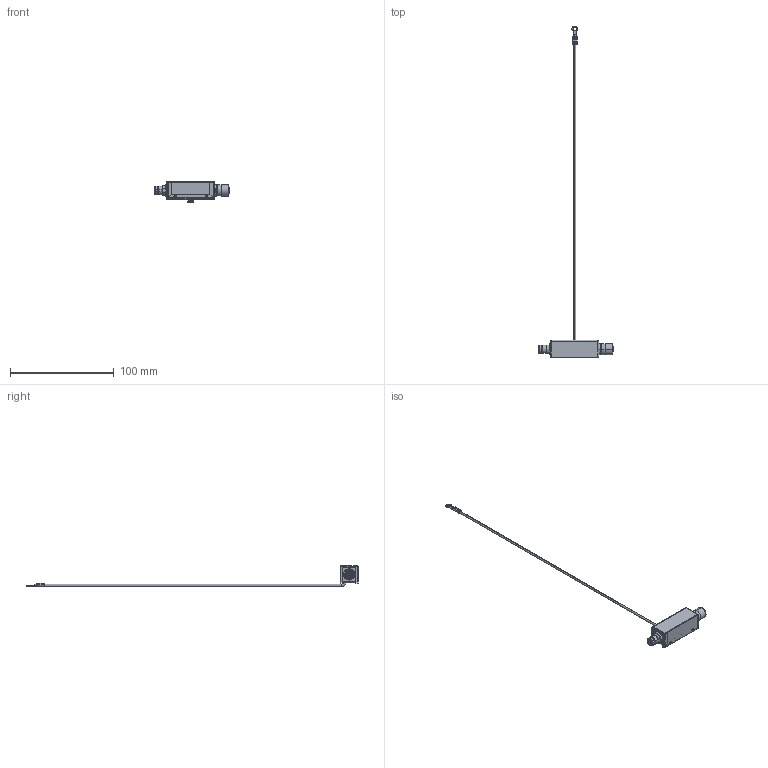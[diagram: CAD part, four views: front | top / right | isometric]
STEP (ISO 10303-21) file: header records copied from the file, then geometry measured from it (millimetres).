
FILE_DESCRIPTION((''),'2;1');
FILE_NAME('RAYCOX_F48_ASM','2024-06-10T12:50:57',('sebastjan.kamensek'),('Audax d.o.o.'),'CREO PARAMETRIC BY PTC INC, 2023014','CREO PARAMETRIC BY PTC INC, 2023014','');
FILE_SCHEMA(('AP242_MANAGED_MODEL_BASED_3D_ENGINEERING_MIM_LF { 1 0 10303 442 1 1 4 }'));
Length unit declared in the file: millimetre
Products named in the file (10): OHISJE_ZV1_F; POKROV_ZV1_F; VTICNICA_F_KOAX; MATICA_KOAX_F; VTICNICA_F_KOAK_SESTAV_ASM; VTICNICA_M_KOAX; MATICA_KOAX_MAT; VTICNICA_M_KOAK_SESTAV_ASM; WIRE; RAYCOX_F48_ASM
Assembly tree (12 placements, depth 3):
  RAYCOX_F48_ASM
    OHISJE_ZV1_F
    POKROV_ZV1_F
    VTICNICA_F_KOAK_SESTAV_ASM
      VTICNICA_F_KOAX
      MATICA_KOAX_F  x2
    VTICNICA_M_KOAK_SESTAV_ASM
      VTICNICA_M_KOAX
      MATICA_KOAX_F  x2
      MATICA_KOAX_MAT
    WIRE
Bounding box: 71.5 x 320.33 x 20.03 mm (x, y, z)
Volume: 5387.1 mm3; surface area: 13421.4 mm2
Topology: 10 solids, 10 shells, 444 faces, 1060 edges, 650 vertices
Faces by surface type: plane 227, cylinder 151, torus 30, bspline 24, cone 12
Entity records: 16136 total; most frequent: CARTESIAN_POINT 3794, DIRECTION 2038, ORIENTED_EDGE 1904, EDGE_CURVE 952, AXIS2_PLACEMENT_3D 756, VERTEX_POINT 578, VECTOR 526, LINE 526
